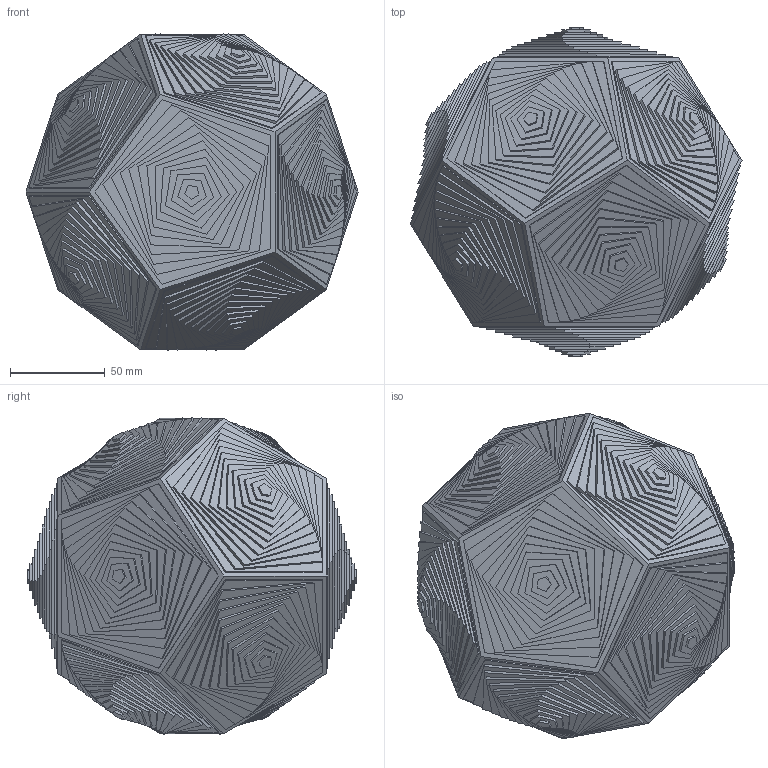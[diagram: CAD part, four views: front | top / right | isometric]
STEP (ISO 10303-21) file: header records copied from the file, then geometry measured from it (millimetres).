
FILE_DESCRIPTION(('FreeCAD Model'),'2;1');
FILE_NAME('Open CASCADE Shape Model','2025-04-25T15:43:05',('FreeCAD'),( 'FreeCAD'),'Open CASCADE STEP processor 7.6','FreeCAD','Unknown');
FILE_SCHEMA(('AUTOMOTIVE_DESIGN { 1 0 10303 214 1 1 1 1 }'));
Products named in the file (1): Open CASCADE STEP translator 7.6 1
Bounding box: 175.16 x 173.52 x 166.83 mm (x, y, z)
Surface area: 401019.1 mm2 (no closed solid volume)
Topology: 0 solids, 1660 shells, 1660 faces, 8140 edges, 8140 vertices
Faces by surface type: bspline 1660
Entity records: 74276 total; most frequent: CARTESIAN_POINT 31221, ORIENTED_EDGE 8140, EDGE_CURVE 8140, VERTEX_POINT 8140, B_SPLINE_CURVE_WITH_KNOTS 8140, FACE_BOUND 1920, EDGE_LOOP 1920, SHELL_BASED_SURFACE_MODEL 1660
